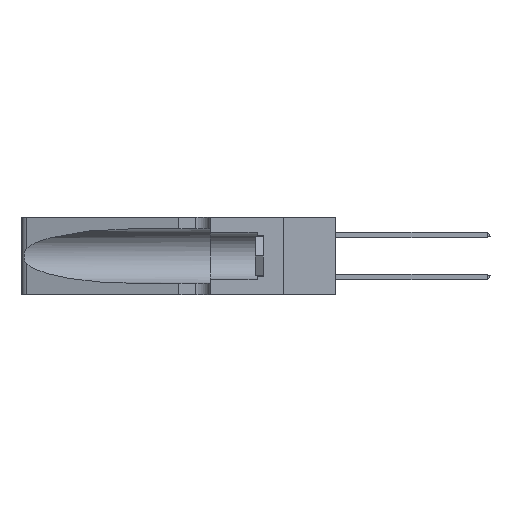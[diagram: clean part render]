
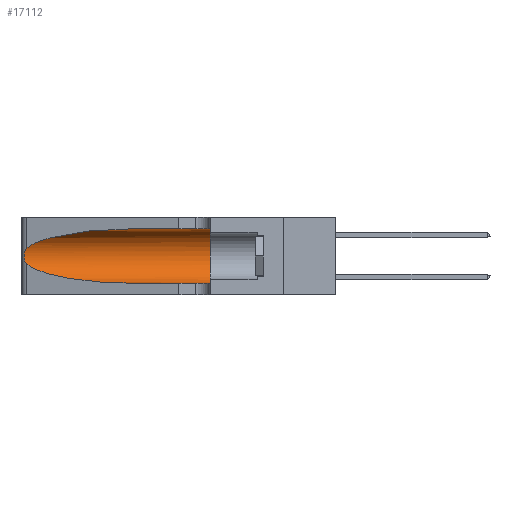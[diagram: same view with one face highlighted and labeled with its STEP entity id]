
A CAD part, left-side view. The second image highlights one B-rep face of the part: STEP entity #17112.
In plain terms, the highlighted cylindrical face has radius 3.308 mm (diameter 6.617 mm), a partial arc.
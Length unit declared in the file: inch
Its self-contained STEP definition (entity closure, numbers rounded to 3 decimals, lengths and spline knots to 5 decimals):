
#249 =( BOUNDED_CURVE ( )  B_SPLINE_CURVE ( 3, ( #9557, #30374, #12586, #33317 ),
 .UNSPECIFIED., .F., .F. ) 
 B_SPLINE_CURVE_WITH_KNOTS ( ( 4, 4 ),
 ( 1.5708, 2.84003 ),
 .UNSPECIFIED. ) 
 CURVE ( )  GEOMETRIC_REPRESENTATION_ITEM ( )  RATIONAL_B_SPLINE_CURVE ( ( 1., 0.87, 0.87, 1. ) ) 
 REPRESENTATION_ITEM ( '' )  );
#636 = DIRECTION ( 'NONE',  ( 0., 0., -1. ) ) ;
#759 = CARTESIAN_POINT ( 'NONE',  ( 0.25639, 1.23184, 0.21858 ) ) ;
#1687 = VERTEX_POINT ( 'NONE', #21630 ) ;
#2999 = EDGE_CURVE ( 'NONE', #6651, #6683, #24940, .T. ) ;
#3568 = EDGE_LOOP ( 'NONE', ( #16073, #8797, #13271, #9065, #35169, #5500 ) ) ;
#3789 = CARTESIAN_POINT ( 'NONE',  ( 0.25854, 1.2359, 0.20912 ) ) ;
#4788 = CYLINDRICAL_SURFACE ( 'NONE', #15871, 0.13025 ) ;
#5500 = ORIENTED_EDGE ( 'NONE', *, *, #2999, .F. ) ;
#5799 = CARTESIAN_POINT ( 'NONE',  ( 0.25487, 1.22718, 0.14631 ) ) ;
#6222 =( BOUNDED_CURVE ( )  B_SPLINE_CURVE ( 3, ( #5799, #23733, #8827, #29668 ),
 .UNSPECIFIED., .F., .F. ) 
 B_SPLINE_CURVE_WITH_KNOTS ( ( 4, 4 ),
 ( 3.44316, 4.71239 ),
 .UNSPECIFIED. ) 
 CURVE ( )  GEOMETRIC_REPRESENTATION_ITEM ( )  RATIONAL_B_SPLINE_CURVE ( ( 1., 0.87, 0.87, 1. ) ) 
 REPRESENTATION_ITEM ( '' )  );
#6607 = CARTESIAN_POINT ( 'NONE',  ( 0.1305, 0.72297, 0.31525 ) ) ;
#6651 = VERTEX_POINT ( 'NONE', #6607 ) ;
#6666 = FACE_OUTER_BOUND ( 'NONE', #3568, .T. ) ;
#6683 = VERTEX_POINT ( 'NONE', #15662 ) ;
#6751 = CARTESIAN_POINT ( 'NONE',  ( 0.26075, 1.23896, 0.19203 ) ) ;
#6839 = DIRECTION ( 'NONE',  ( 0., -1., 0. ) ) ;
#6930 = VERTEX_POINT ( 'NONE', #10753 ) ;
#8797 = ORIENTED_EDGE ( 'NONE', *, *, #11065, .T. ) ;
#8827 = CARTESIAN_POINT ( 'NONE',  ( 0.18966, 0.96281, 0.05475 ) ) ;
#9065 = ORIENTED_EDGE ( 'NONE', *, *, #25169, .T. ) ;
#9460 = DIRECTION ( 'NONE',  ( 0., -1., 0. ) ) ;
#9511 = CARTESIAN_POINT ( 'NONE',  ( 0.1305, 1.61858, 0.185 ) ) ;
#9557 = CARTESIAN_POINT ( 'NONE',  ( 0.1305, 0.72297, 0.31525 ) ) ;
#9729 = EDGE_CURVE ( 'NONE', #6930, #16599, #6222, .T. ) ;
#9760 = CARTESIAN_POINT ( 'NONE',  ( 0.26017, 1.23833, 0.17102 ) ) ;
#9997 = CARTESIAN_POINT ( 'NONE',  ( 0.25487, 1.22718, 0.22369 ) ) ;
#10753 = CARTESIAN_POINT ( 'NONE',  ( 0.25487, 1.22718, 0.14631 ) ) ;
#11065 = EDGE_CURVE ( 'NONE', #11099, #6930, #20144, .T. ) ;
#11099 = VERTEX_POINT ( 'NONE', #9997 ) ;
#11165 = DIRECTION ( 'NONE',  ( 0., 1., 0. ) ) ;
#12586 = CARTESIAN_POINT ( 'NONE',  ( 0.2373, 1.15595, 0.28018 ) ) ;
#12791 = CARTESIAN_POINT ( 'NONE',  ( 0.25789, 1.23486, 0.15765 ) ) ;
#13271 = ORIENTED_EDGE ( 'NONE', *, *, #9729, .T. ) ;
#15662 = CARTESIAN_POINT ( 'NONE',  ( 0.1305, 0.35, 0.31525 ) ) ;
#15811 = CARTESIAN_POINT ( 'NONE',  ( 0.25555, 1.22993, 0.14849 ) ) ;
#15871 = AXIS2_PLACEMENT_3D ( 'NONE', #9511, #18582, #636 ) ;
#16073 = ORIENTED_EDGE ( 'NONE', *, *, #22414, .T. ) ;
#16599 = VERTEX_POINT ( 'NONE', #32905 ) ;
#17112 = ADVANCED_FACE ( 'NONE', ( #6666 ), #4788, .F. ) ;
#17956 = VECTOR ( 'NONE', #9460, 39.37008 ) ;
#18582 = DIRECTION ( 'NONE',  ( 0., -1., 0. ) ) ;
#18696 = CARTESIAN_POINT ( 'NONE',  ( 0.25555, 1.22994, 0.2215 ) ) ;
#18781 = CARTESIAN_POINT ( 'NONE',  ( 0.1305, 1.61858, 0.05475 ) ) ;
#19576 = AXIS2_PLACEMENT_3D ( 'NONE', #29025, #11165, #31952 ) ;
#20144 = B_SPLINE_CURVE_WITH_KNOTS ( 'NONE', 3,
 ( #36316, #18696, #759, #21712, #3789, #24686, #6751, #27650, #9760, #30579, #12791, #33518, #15811, #36436 ),
 .UNSPECIFIED., .F., .F.,
 ( 4, 2, 2, 2, 2, 2, 4 ),
 ( 0., 0.00027, 0.00053, 0.00107, 0.0016, 0.00187, 0.00214 ),
 .UNSPECIFIED. ) ;
#21630 = CARTESIAN_POINT ( 'NONE',  ( 0.1305, 0.35, 0.05475 ) ) ;
#21712 = CARTESIAN_POINT ( 'NONE',  ( 0.25787, 1.23484, 0.2124 ) ) ;
#22414 = EDGE_CURVE ( 'NONE', #6651, #11099, #249, .T. ) ;
#23592 = CIRCLE ( 'NONE', #19576, 0.13025 ) ;
#23733 = CARTESIAN_POINT ( 'NONE',  ( 0.2373, 1.15595, 0.08982 ) ) ;
#24243 = VECTOR ( 'NONE', #6839, 39.37008 ) ;
#24686 = CARTESIAN_POINT ( 'NONE',  ( 0.26018, 1.23835, 0.19895 ) ) ;
#24940 = LINE ( 'NONE', #27362, #17956 ) ;
#25169 = EDGE_CURVE ( 'NONE', #16599, #1687, #37930, .T. ) ;
#26912 = EDGE_CURVE ( 'NONE', #6683, #1687, #23592, .T. ) ;
#27362 = CARTESIAN_POINT ( 'NONE',  ( 0.1305, 1.61858, 0.31525 ) ) ;
#27650 = CARTESIAN_POINT ( 'NONE',  ( 0.26075, 1.23896, 0.178 ) ) ;
#29025 = CARTESIAN_POINT ( 'NONE',  ( 0.1305, 0.35, 0.185 ) ) ;
#29668 = CARTESIAN_POINT ( 'NONE',  ( 0.1305, 0.72297, 0.05475 ) ) ;
#30374 = CARTESIAN_POINT ( 'NONE',  ( 0.18966, 0.96281, 0.31525 ) ) ;
#30579 = CARTESIAN_POINT ( 'NONE',  ( 0.25856, 1.23593, 0.16098 ) ) ;
#31952 = DIRECTION ( 'NONE',  ( 0., 0., 1. ) ) ;
#32905 = CARTESIAN_POINT ( 'NONE',  ( 0.1305, 0.72297, 0.05475 ) ) ;
#33317 = CARTESIAN_POINT ( 'NONE',  ( 0.25487, 1.22718, 0.22369 ) ) ;
#33518 = CARTESIAN_POINT ( 'NONE',  ( 0.25639, 1.23186, 0.15144 ) ) ;
#35169 = ORIENTED_EDGE ( 'NONE', *, *, #26912, .F. ) ;
#36316 = CARTESIAN_POINT ( 'NONE',  ( 0.25487, 1.22718, 0.22369 ) ) ;
#36436 = CARTESIAN_POINT ( 'NONE',  ( 0.25487, 1.22718, 0.14631 ) ) ;
#37930 = LINE ( 'NONE', #18781, #24243 ) ;
